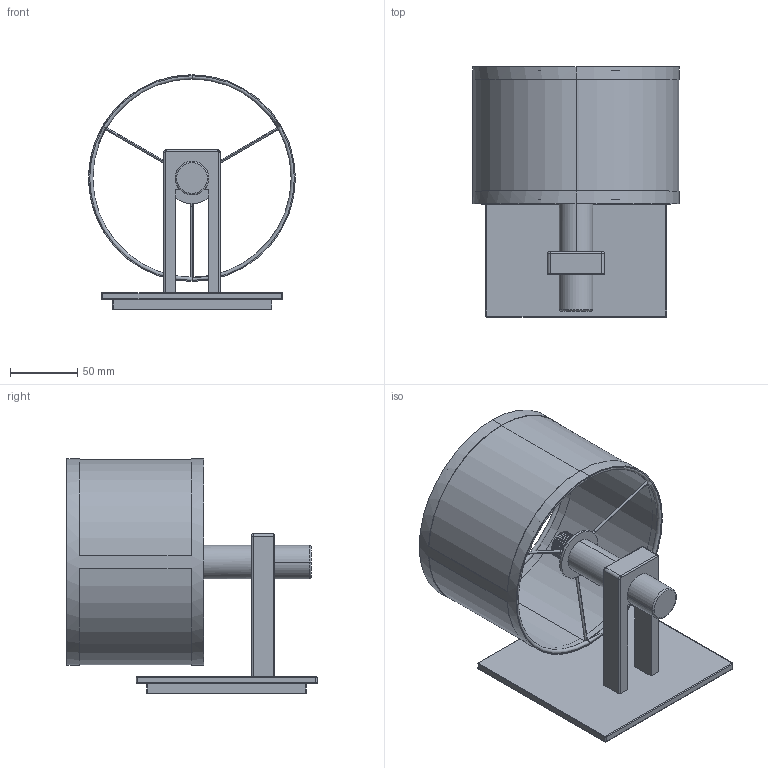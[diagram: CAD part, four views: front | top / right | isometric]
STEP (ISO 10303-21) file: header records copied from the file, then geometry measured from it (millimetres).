
FILE_DESCRIPTION((''),'2;1');
FILE_NAME('3082','2021-06-14T10:46:18',('jinson.thomas'),(''),'CREO PARAMETRIC BY PTC INC, 2018400','CREO PARAMETRIC BY PTC INC, 2018400','');
FILE_SCHEMA(('CONFIG_CONTROL_DESIGN'));
Length unit declared in the file: inch
Products named in the file (1): 3082
Bounding box: 153.16 x 185.5 x 173.76 mm (x, y, z)
Volume: 307733.1 mm3; surface area: 167176.4 mm2
Topology: 1 solids, 1 shells, 170 faces, 423 edges, 259 vertices
Faces by surface type: cylinder 91, plane 45, torus 21, bspline 13
Entity records: 9569 total; most frequent: CARTESIAN_POINT 5609, ORIENTED_EDGE 846, DIRECTION 790, EDGE_CURVE 423, AXIS2_PLACEMENT_3D 318, VERTEX_POINT 259, EDGE_LOOP 182, FACE_OUTER_BOUND 170
